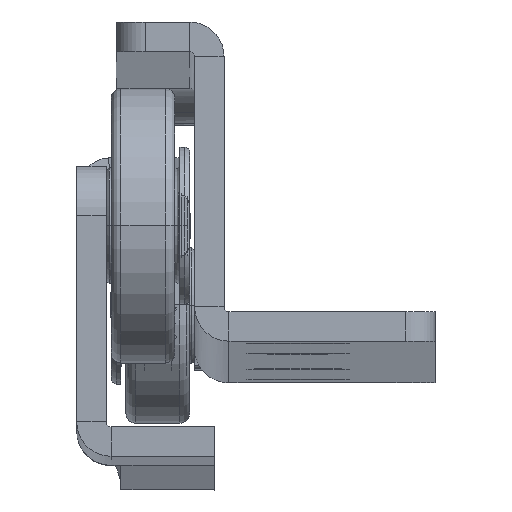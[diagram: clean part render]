
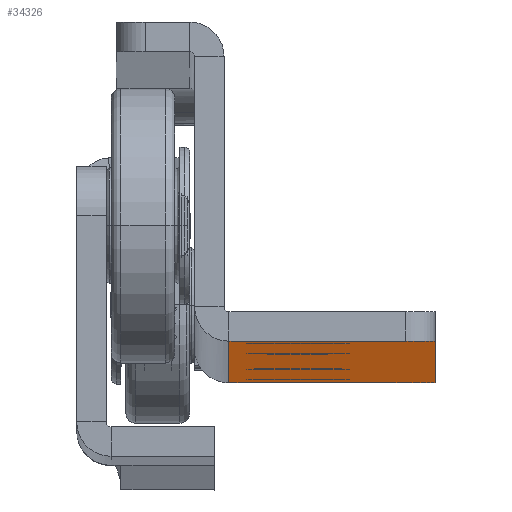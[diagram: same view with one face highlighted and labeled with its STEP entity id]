
A CAD part, top view. The second image highlights one B-rep face of the part: STEP entity #34326.
In plain terms, the highlighted face is planar.
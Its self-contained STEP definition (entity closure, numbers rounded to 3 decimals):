
#351 = EDGE_CURVE ( 'NONE', #19232, #29115, #39539, .T. ) ;
#609 = VECTOR ( 'NONE', #37707, 1000. ) ;
#869 = FACE_OUTER_BOUND ( 'NONE', #33879, .T. ) ;
#1072 = DIRECTION ( 'NONE',  ( 0., -1., 0. ) ) ;
#1574 = DIRECTION ( 'NONE',  ( 0., 1., 0. ) ) ;
#1803 = CIRCLE ( 'NONE', #8851, 5.25 ) ;
#1806 = CIRCLE ( 'NONE', #45138, 5.25 ) ;
#1966 = DIRECTION ( 'NONE',  ( 0., 0., -1. ) ) ;
#2546 = CARTESIAN_POINT ( 'NONE',  ( 3.5, -9.5, 550. ) ) ;
#2748 = AXIS2_PLACEMENT_3D ( 'NONE', #22206, #34983, #1966 ) ;
#3506 = VERTEX_POINT ( 'NONE', #6633 ) ;
#4095 = CARTESIAN_POINT ( 'NONE',  ( 24.5, -9.5, 547.182 ) ) ;
#4127 = ORIENTED_EDGE ( 'NONE', *, *, #51844, .T. ) ;
#4163 = VERTEX_POINT ( 'NONE', #29993 ) ;
#4179 = LINE ( 'NONE', #38027, #31424 ) ;
#4967 = ORIENTED_EDGE ( 'NONE', *, *, #351, .T. ) ;
#5004 = AXIS2_PLACEMENT_3D ( 'NONE', #39579, #1574, #47826 ) ;
#5214 = CARTESIAN_POINT ( 'NONE',  ( 21.502, -9.5, 547. ) ) ;
#6236 = EDGE_CURVE ( 'NONE', #9102, #50335, #1803, .T. ) ;
#6343 = DIRECTION ( 'NONE',  ( 0., 0., 1. ) ) ;
#6633 = CARTESIAN_POINT ( 'NONE',  ( 21.502, -9.5, 550. ) ) ;
#7553 = CIRCLE ( 'NONE', #11076, 5. ) ;
#7618 = VERTEX_POINT ( 'NONE', #53101 ) ;
#7827 = CARTESIAN_POINT ( 'NONE',  ( 5.25, -9.5, 202. ) ) ;
#8062 = DIRECTION ( 'NONE',  ( 1., 0., 0. ) ) ;
#8063 = EDGE_CURVE ( 'NONE', #7618, #25429, #20571, .T. ) ;
#8851 = AXIS2_PLACEMENT_3D ( 'NONE', #36920, #32431, #19449 ) ;
#9102 = VERTEX_POINT ( 'NONE', #7827 ) ;
#9893 = ORIENTED_EDGE ( 'NONE', *, *, #44880, .F. ) ;
#10165 = CIRCLE ( 'NONE', #19014, 3. ) ;
#10402 = CARTESIAN_POINT ( 'NONE',  ( 19.702, -9.5, 30. ) ) ;
#10848 = EDGE_LOOP ( 'NONE', ( #4967, #12670 ) ) ;
#10995 = CARTESIAN_POINT ( 'NONE',  ( 5.25, -9.5, 522. ) ) ;
#11076 = AXIS2_PLACEMENT_3D ( 'NONE', #24091, #48726, #6343 ) ;
#11229 = VERTEX_POINT ( 'NONE', #2546 ) ;
#11361 = ORIENTED_EDGE ( 'NONE', *, *, #41979, .T. ) ;
#11554 = CARTESIAN_POINT ( 'NONE',  ( 10.5, -9.5, 522. ) ) ;
#11963 = CARTESIAN_POINT ( 'NONE',  ( 24.5, -9.5, 550. ) ) ;
#12670 = ORIENTED_EDGE ( 'NONE', *, *, #34776, .T. ) ;
#13014 = ORIENTED_EDGE ( 'NONE', *, *, #54719, .T. ) ;
#13443 = AXIS2_PLACEMENT_3D ( 'NONE', #29201, #42506, #46105 ) ;
#13739 = LINE ( 'NONE', #39289, #609 ) ;
#14200 = EDGE_CURVE ( 'NONE', #54263, #42036, #30331, .T. ) ;
#14347 = DIRECTION ( 'NONE',  ( -1., 0., 0. ) ) ;
#14584 = ORIENTED_EDGE ( 'NONE', *, *, #15932, .T. ) ;
#15715 = CARTESIAN_POINT ( 'NONE',  ( 10.5, -9.5, 202. ) ) ;
#15859 = EDGE_CURVE ( 'NONE', #34303, #3506, #10165, .T. ) ;
#15932 = EDGE_CURVE ( 'NONE', #45869, #43933, #20841, .T. ) ;
#16187 = ORIENTED_EDGE ( 'NONE', *, *, #24178, .F. ) ;
#16463 = DIRECTION ( 'NONE',  ( -1., 0., 0. ) ) ;
#17962 = DIRECTION ( 'NONE',  ( 0., 0., 1. ) ) ;
#18593 = FACE_BOUND ( 'NONE', #33839, .T. ) ;
#19014 = AXIS2_PLACEMENT_3D ( 'NONE', #5214, #1072, #17962 ) ;
#19051 = ORIENTED_EDGE ( 'NONE', *, *, #6236, .T. ) ;
#19232 = VERTEX_POINT ( 'NONE', #40909 ) ;
#19449 = DIRECTION ( 'NONE',  ( -1., 0., 0. ) ) ;
#19819 = CIRCLE ( 'NONE', #41046, 5.25 ) ;
#20571 = CIRCLE ( 'NONE', #31135, 5.25 ) ;
#20625 = VECTOR ( 'NONE', #26488, 1000. ) ;
#20841 = CIRCLE ( 'NONE', #35950, 5.25 ) ;
#22206 = CARTESIAN_POINT ( 'NONE',  ( 24.5, -9.5, 550. ) ) ;
#22278 = VECTOR ( 'NONE', #28845, 1000. ) ;
#22751 = FACE_BOUND ( 'NONE', #34634, .T. ) ;
#22902 = CARTESIAN_POINT ( 'NONE',  ( 10.5, -9.5, 394. ) ) ;
#22946 = EDGE_LOOP ( 'NONE', ( #13014, #14584 ) ) ;
#23019 = FACE_BOUND ( 'NONE', #22946, .T. ) ;
#24047 = DIRECTION ( 'NONE',  ( 0., 1., 0. ) ) ;
#24091 = CARTESIAN_POINT ( 'NONE',  ( 19.702, -9.5, 35. ) ) ;
#24178 = EDGE_CURVE ( 'NONE', #31853, #4163, #49907, .T. ) ;
#24983 = CARTESIAN_POINT ( 'NONE',  ( 24.486, -9.5, 547.314 ) ) ;
#25429 = VERTEX_POINT ( 'NONE', #45110 ) ;
#25657 = CARTESIAN_POINT ( 'NONE',  ( 24.5, -9.5, 30. ) ) ;
#26301 = CARTESIAN_POINT ( 'NONE',  ( 5.25, -9.5, 74. ) ) ;
#26488 = DIRECTION ( 'NONE',  ( 1., 0., 0. ) ) ;
#27264 = CARTESIAN_POINT ( 'NONE',  ( 15.75, -9.5, 74. ) ) ;
#27562 = EDGE_CURVE ( 'NONE', #42036, #4163, #7553, .T. ) ;
#27859 = ORIENTED_EDGE ( 'NONE', *, *, #15859, .T. ) ;
#28845 = DIRECTION ( 'NONE',  ( 0., 0., -1. ) ) ;
#29115 = VERTEX_POINT ( 'NONE', #10995 ) ;
#29201 = CARTESIAN_POINT ( 'NONE',  ( 10.5, -9.5, 74. ) ) ;
#29993 = CARTESIAN_POINT ( 'NONE',  ( 24.5, -9.5, 33.594 ) ) ;
#30137 = EDGE_CURVE ( 'NONE', #31853, #34303, #13739, .T. ) ;
#30331 = LINE ( 'NONE', #25657, #20625 ) ;
#31135 = AXIS2_PLACEMENT_3D ( 'NONE', #22902, #52510, #16463 ) ;
#31211 = ORIENTED_EDGE ( 'NONE', *, *, #8063, .T. ) ;
#31424 = VECTOR ( 'NONE', #8062, 1000. ) ;
#31853 = VERTEX_POINT ( 'NONE', #4095 ) ;
#32431 = DIRECTION ( 'NONE',  ( 0., 1., 0. ) ) ;
#32951 = CARTESIAN_POINT ( 'NONE',  ( 3.5, -9.5, 550. ) ) ;
#33711 = ORIENTED_EDGE ( 'NONE', *, *, #30137, .T. ) ;
#33752 = VECTOR ( 'NONE', #50922, 1000. ) ;
#33839 = EDGE_LOOP ( 'NONE', ( #31211, #4127 ) ) ;
#33879 = EDGE_LOOP ( 'NONE', ( #47265, #42968, #36328, #16187, #33711, #27859, #9893 ) ) ;
#34303 = VERTEX_POINT ( 'NONE', #24983 ) ;
#34326 = ADVANCED_FACE ( 'NONE', ( #39416, #18593, #22751, #23019, #869 ), #35793, .F. ) ;
#34453 = EDGE_CURVE ( 'NONE', #54263, #11229, #49836, .T. ) ;
#34634 = EDGE_LOOP ( 'NONE', ( #11361, #19051 ) ) ;
#34776 = EDGE_CURVE ( 'NONE', #29115, #19232, #43486, .T. ) ;
#34983 = DIRECTION ( 'NONE',  ( 0., 1., 0. ) ) ;
#35793 = PLANE ( 'NONE',  #2748 ) ;
#35950 = AXIS2_PLACEMENT_3D ( 'NONE', #48944, #36540, #49480 ) ;
#36328 = ORIENTED_EDGE ( 'NONE', *, *, #27562, .T. ) ;
#36540 = DIRECTION ( 'NONE',  ( 0., 1., 0. ) ) ;
#36816 = DIRECTION ( 'NONE',  ( -1., 0., 0. ) ) ;
#36920 = CARTESIAN_POINT ( 'NONE',  ( 10.5, -9.5, 202. ) ) ;
#37384 = DIRECTION ( 'NONE',  ( -1., 0., 0. ) ) ;
#37707 = DIRECTION ( 'NONE',  ( -0.105, 0., 0.995 ) ) ;
#37917 = DIRECTION ( 'NONE',  ( 0., 1., 0. ) ) ;
#38027 = CARTESIAN_POINT ( 'NONE',  ( 24.5, -9.5, 550. ) ) ;
#39102 = AXIS2_PLACEMENT_3D ( 'NONE', #11554, #24047, #36816 ) ;
#39289 = CARTESIAN_POINT ( 'NONE',  ( 24.486, -9.5, 547.314 ) ) ;
#39416 = FACE_BOUND ( 'NONE', #10848, .T. ) ;
#39539 = CIRCLE ( 'NONE', #5004, 5.25 ) ;
#39579 = CARTESIAN_POINT ( 'NONE',  ( 10.5, -9.5, 522. ) ) ;
#39623 = DIRECTION ( 'NONE',  ( 0., 1., 0. ) ) ;
#40909 = CARTESIAN_POINT ( 'NONE',  ( 15.75, -9.5, 522. ) ) ;
#41046 = AXIS2_PLACEMENT_3D ( 'NONE', #15715, #37917, #37384 ) ;
#41979 = EDGE_CURVE ( 'NONE', #50335, #9102, #19819, .T. ) ;
#42036 = VERTEX_POINT ( 'NONE', #10402 ) ;
#42506 = DIRECTION ( 'NONE',  ( 0., 1., 0. ) ) ;
#42968 = ORIENTED_EDGE ( 'NONE', *, *, #14200, .T. ) ;
#43486 = CIRCLE ( 'NONE', #39102, 5.25 ) ;
#43933 = VERTEX_POINT ( 'NONE', #27264 ) ;
#44259 = CARTESIAN_POINT ( 'NONE',  ( 15.75, -9.5, 202. ) ) ;
#44278 = CARTESIAN_POINT ( 'NONE',  ( 10.5, -9.5, 394. ) ) ;
#44880 = EDGE_CURVE ( 'NONE', #11229, #3506, #4179, .T. ) ;
#45110 = CARTESIAN_POINT ( 'NONE',  ( 5.25, -9.5, 394. ) ) ;
#45138 = AXIS2_PLACEMENT_3D ( 'NONE', #44278, #39623, #14347 ) ;
#45869 = VERTEX_POINT ( 'NONE', #26301 ) ;
#46105 = DIRECTION ( 'NONE',  ( -1., 0., 0. ) ) ;
#47265 = ORIENTED_EDGE ( 'NONE', *, *, #34453, .F. ) ;
#47826 = DIRECTION ( 'NONE',  ( -1., 0., 0. ) ) ;
#48726 = DIRECTION ( 'NONE',  ( 0., -1., 0. ) ) ;
#48944 = CARTESIAN_POINT ( 'NONE',  ( 10.5, -9.5, 74. ) ) ;
#49480 = DIRECTION ( 'NONE',  ( -1., 0., 0. ) ) ;
#49705 = CIRCLE ( 'NONE', #13443, 5.25 ) ;
#49836 = LINE ( 'NONE', #32951, #33752 ) ;
#49907 = LINE ( 'NONE', #11963, #22278 ) ;
#50335 = VERTEX_POINT ( 'NONE', #44259 ) ;
#50922 = DIRECTION ( 'NONE',  ( 0., 0., 1. ) ) ;
#51844 = EDGE_CURVE ( 'NONE', #25429, #7618, #1806, .T. ) ;
#52510 = DIRECTION ( 'NONE',  ( 0., 1., 0. ) ) ;
#53101 = CARTESIAN_POINT ( 'NONE',  ( 15.75, -9.5, 394. ) ) ;
#53624 = CARTESIAN_POINT ( 'NONE',  ( 3.5, -9.5, 30. ) ) ;
#54263 = VERTEX_POINT ( 'NONE', #53624 ) ;
#54719 = EDGE_CURVE ( 'NONE', #43933, #45869, #49705, .T. ) ;
